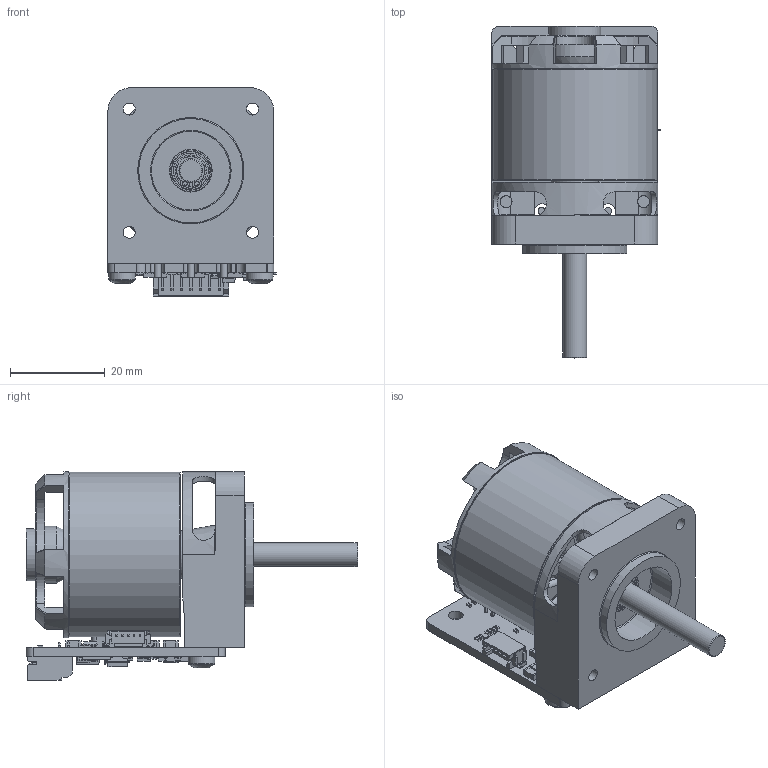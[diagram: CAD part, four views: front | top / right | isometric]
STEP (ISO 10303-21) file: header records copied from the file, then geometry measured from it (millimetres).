
FILE_DESCRIPTION(/* description */ (''),/* implementation_level */ '2;1');
FILE_NAME(/* name */ 'SE020A.step',/* time_stamp */ '2022-12-01T16:42:00+01:00',/* author */ (''),/* organization */ (''),/* preprocessor_version */ 'ST-DEVELOPER v19.2',/* originating_system */ 'Autodesk Translation Framework v11.17.0.187',/* authorisation */ '');
FILE_SCHEMA (('AUTOMOTIVE_DESIGN { 1 0 10303 214 3 1 1 }'));
Products named in the file (104): 00025 SE020A Top Assembly; 00017 SC020 motor with flange; Motor_Front; Bearings; 4X4X9; Part (15); Part (11); Part (12); Part (13); Part (14); Part (7); Part (4); Part (1); Part (8); Part (5); Part (2); Part (3); Part (9); Part (6); Part (10); Part; 4X4X9 (1); Part (25); Part (28); Part (27); Part (29); Part (30); Part (23); Part (31); Part (21); Part (26); Part (22); Part (24); Part (17); Part (19); Part (18); Part (20); Part (16); Motor_Stator; Coil ...
Assembly tree (232 placements, depth 6):
  00025 SE020A Top Assembly
    00017 SC020 motor with flange
      Motor_Front
        Bearings
          4X4X9
            Part (15)
            Part (11)
            Part (12)
            Part (13)
            Part (14)
            Part (7)
            Part (4)
            Part (1)
            Part (8)
            Part (5)
            Part (2)
            Part (3)
            Part (9)
            Part (6)
            Part (10)
            Part
          4X4X9 (1)
            Part (25)
            Part (28)
            Part (27)
            Part (29)
            Part (30)
            Part (23)
            Part (31)
            Part (21)
            Part (26)
            Part (22)
            Part (24)
            Part (17)
            Part (19)
            Part (18)
            Part (20)
            Part (16)
      Motor_Stator
        Coil
        SimpleCoils
      Rotor
        Back_Iron
        Back_Alum
        Magnets
          Magnet  x14
      Axis
        C-clip
      Cables
    SE020A_01b PCBA
      Board
      Packages
        QFN50P400X400X100-25N
        1007
        CON_DF13SMD5
        CON_JSTS14BPHD
        DFN10
        IND_0830CDMC
        IND_NR4018
        SO08
Bounding box: 35.5 x 70 x 44 mm (x, y, z)
Volume: 31950.6 mm3; surface area: 42113.6 mm2
Topology: 228 solids, 228 shells, 6671 faces, 14870 edges, 8718 vertices
Faces by surface type: plane 3266, cylinder 2123, sphere 979, torus 160, bspline 96, cone 47
Full cylindrical faces by diameter (mm): 0.3 x1, 0.364 x1, 0.4 x1, 0.7 x14, 0.8 x2, 1 x2, 1.5 x3, 2.075 x3, 2.529 x6, 2.8 x2, 3 x2, 3.1 x4, 4 x3, 5 x3, 5.2 x8, 5.6 x2, 7.414 x4, 8 x1, 8.1 x8, 9 x4, 10 x2, 11 x1, 12 x1, 17 x1, 22 x1, 31 x1, 33 x2, 34.7 x1, 35 x1
Entity records: 106667 total; most frequent: CARTESIAN_POINT 21108, DIRECTION 17528, ORIENTED_EDGE 16564, EDGE_CURVE 8282, AXIS2_PLACEMENT_3D 5855, LINE 5818, VECTOR 5818, VERTEX_POINT 5168
